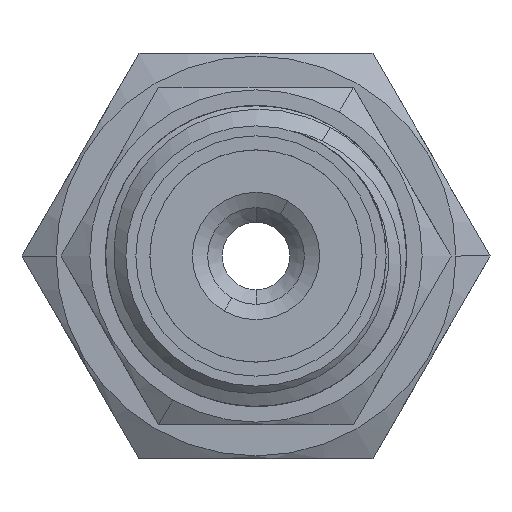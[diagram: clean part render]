
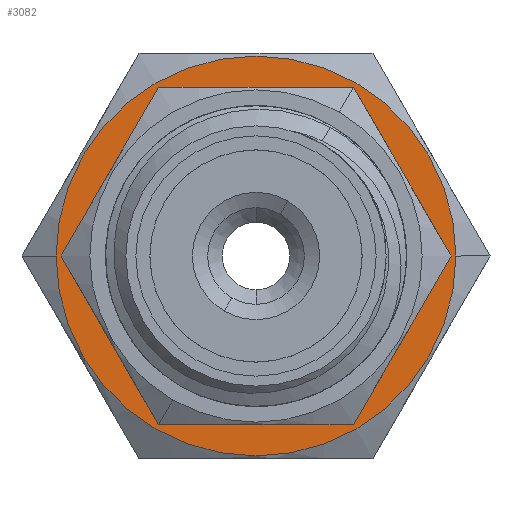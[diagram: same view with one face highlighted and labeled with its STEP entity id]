
A CAD part, left-side view. The second image highlights one B-rep face of the part: STEP entity #3082.
In plain terms, the highlighted planar face has unit normal (-1, 0, 0).
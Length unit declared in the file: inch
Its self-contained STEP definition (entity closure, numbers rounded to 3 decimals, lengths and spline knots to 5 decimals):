
#866 = DIRECTION ( 'NONE',  ( 0., 1., 0. ) ) ;
#1109 = CARTESIAN_POINT ( 'NONE',  ( -0.281, 0.20675, 0. ) ) ;
#1201 = ORIENTED_EDGE ( 'NONE', *, *, #4915, .F. ) ;
#1661 = AXIS2_PLACEMENT_3D ( 'NONE', #11845, #15199, #20532 ) ;
#2795 = ORIENTED_EDGE ( 'NONE', *, *, #11842, .F. ) ;
#3082 = ADVANCED_FACE ( 'NONE', ( #16034, #6646 ), #7852, .T. ) ;
#3422 = CARTESIAN_POINT ( 'NONE',  ( -0.281, 0.37, 0. ) ) ;
#3712 = AXIS2_PLACEMENT_3D ( 'NONE', #17674, #12362, #20973 ) ;
#4060 = CARTESIAN_POINT ( 'NONE',  ( -0.281, 0., 0. ) ) ;
#4915 = EDGE_CURVE ( 'NONE', #16539, #19273, #21672, .T. ) ;
#6200 = DIRECTION ( 'NONE',  ( -1., 0., 0. ) ) ;
#6646 = FACE_OUTER_BOUND ( 'NONE', #16258, .T. ) ;
#7297 = DIRECTION ( 'NONE',  ( 1., 0., 0. ) ) ;
#7852 = PLANE ( 'NONE',  #16491 ) ;
#7916 = VERTEX_POINT ( 'NONE', #15871 ) ;
#9916 = CIRCLE ( 'NONE', #1661, 0.37 ) ;
#10408 = CIRCLE ( 'NONE', #22325, 0.20675 ) ;
#11057 = CARTESIAN_POINT ( 'NONE',  ( -0.281, -0.37, 0. ) ) ;
#11174 = VERTEX_POINT ( 'NONE', #13216 ) ;
#11842 = EDGE_CURVE ( 'NONE', #19273, #16539, #9916, .T. ) ;
#11845 = CARTESIAN_POINT ( 'NONE',  ( -0.281, 0., 0. ) ) ;
#12362 = DIRECTION ( 'NONE',  ( 1., 0., 0. ) ) ;
#12887 = DIRECTION ( 'NONE',  ( 1., 0., 0. ) ) ;
#13216 = CARTESIAN_POINT ( 'NONE',  ( -0.281, -0.20675, 0. ) ) ;
#15199 = DIRECTION ( 'NONE',  ( 1., 0., 0. ) ) ;
#15306 = EDGE_CURVE ( 'NONE', #11174, #7916, #10408, .T. ) ;
#15489 = EDGE_LOOP ( 'NONE', ( #16597, #16101 ) ) ;
#15871 = CARTESIAN_POINT ( 'NONE',  ( -0.281, 0.20675, 0. ) ) ;
#16034 = FACE_BOUND ( 'NONE', #15489, .T. ) ;
#16101 = ORIENTED_EDGE ( 'NONE', *, *, #15306, .T. ) ;
#16258 = EDGE_LOOP ( 'NONE', ( #2795, #1201 ) ) ;
#16491 = AXIS2_PLACEMENT_3D ( 'NONE', #1109, #6200, #21681 ) ;
#16539 = VERTEX_POINT ( 'NONE', #11057 ) ;
#16597 = ORIENTED_EDGE ( 'NONE', *, *, #18174, .T. ) ;
#17593 = DIRECTION ( 'NONE',  ( 0., 1., 0. ) ) ;
#17667 = CARTESIAN_POINT ( 'NONE',  ( -0.281, 0., 0. ) ) ;
#17674 = CARTESIAN_POINT ( 'NONE',  ( -0.281, 0., 0. ) ) ;
#18174 = EDGE_CURVE ( 'NONE', #7916, #11174, #21961, .T. ) ;
#19273 = VERTEX_POINT ( 'NONE', #3422 ) ;
#20532 = DIRECTION ( 'NONE',  ( 0., 1., 0. ) ) ;
#20973 = DIRECTION ( 'NONE',  ( 0., 1., 0. ) ) ;
#21672 = CIRCLE ( 'NONE', #21984, 0.37 ) ;
#21681 = DIRECTION ( 'NONE',  ( 0., -1., 0. ) ) ;
#21961 = CIRCLE ( 'NONE', #3712, 0.20675 ) ;
#21984 = AXIS2_PLACEMENT_3D ( 'NONE', #4060, #12887, #866 ) ;
#22325 = AXIS2_PLACEMENT_3D ( 'NONE', #17667, #7297, #17593 ) ;
